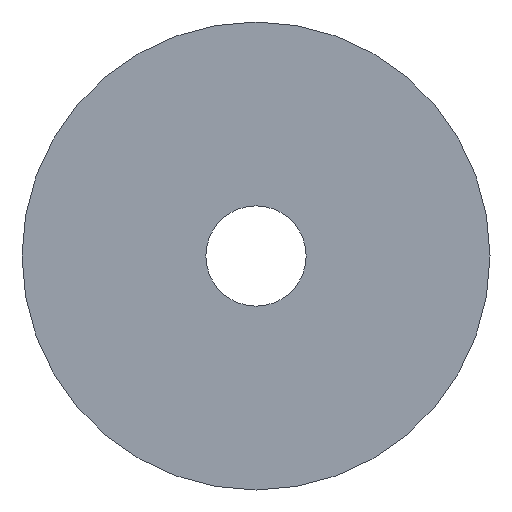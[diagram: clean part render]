
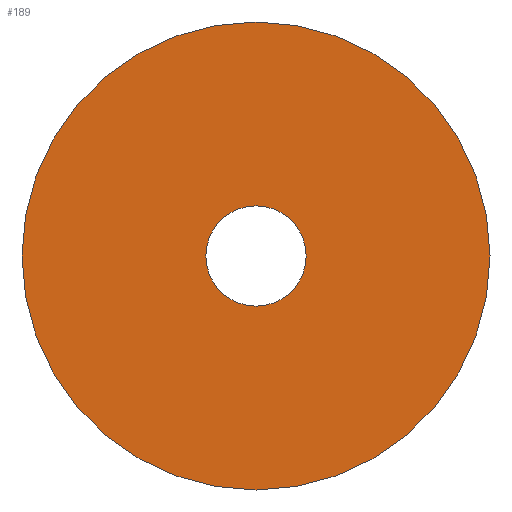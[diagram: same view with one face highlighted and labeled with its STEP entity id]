
A CAD part, front view. The second image highlights one B-rep face of the part: STEP entity #189.
In plain terms, the highlighted planar face has unit normal (0, -1, 0).
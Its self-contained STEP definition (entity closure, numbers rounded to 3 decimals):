
#8 = EDGE_CURVE ( 'NONE', #307, #180, #51, .T. ) ;
#39 = AXIS2_PLACEMENT_3D ( 'NONE', #278, #352, #275 ) ;
#44 = DIRECTION ( 'NONE',  ( 0., -1., 0. ) ) ;
#49 = DIRECTION ( 'NONE',  ( 0., 1., 0. ) ) ;
#51 = CIRCLE ( 'NONE', #325, 7. ) ;
#53 = DIRECTION ( 'NONE',  ( 0., 0., -1. ) ) ;
#65 = CARTESIAN_POINT ( 'NONE',  ( 0., 0., 0. ) ) ;
#70 = EDGE_CURVE ( 'NONE', #180, #307, #380, .T. ) ;
#71 = ORIENTED_EDGE ( 'NONE', *, *, #305, .F. ) ;
#74 = CARTESIAN_POINT ( 'NONE',  ( 0., 0., 0. ) ) ;
#82 = DIRECTION ( 'NONE',  ( 0., 1., 0. ) ) ;
#112 = CARTESIAN_POINT ( 'NONE',  ( 0., 0., 7. ) ) ;
#129 = PLANE ( 'NONE',  #347 ) ;
#136 = CIRCLE ( 'NONE', #376, 1.5 ) ;
#153 = FACE_OUTER_BOUND ( 'NONE', #268, .T. ) ;
#163 = DIRECTION ( 'NONE',  ( 0., 1., 0. ) ) ;
#164 = VERTEX_POINT ( 'NONE', #254 ) ;
#172 = CIRCLE ( 'NONE', #39, 1.5 ) ;
#178 = AXIS2_PLACEMENT_3D ( 'NONE', #247, #82, #381 ) ;
#180 = VERTEX_POINT ( 'NONE', #112 ) ;
#189 = ADVANCED_FACE ( 'NONE', ( #314, #153 ), #129, .F. ) ;
#192 = EDGE_LOOP ( 'NONE', ( #276, #71 ) ) ;
#198 = DIRECTION ( 'NONE',  ( 0., 0., 1. ) ) ;
#224 = CARTESIAN_POINT ( 'NONE',  ( 0., 0., 0. ) ) ;
#247 = CARTESIAN_POINT ( 'NONE',  ( 0., 0., 0. ) ) ;
#254 = CARTESIAN_POINT ( 'NONE',  ( 0., 0., 1.5 ) ) ;
#268 = EDGE_LOOP ( 'NONE', ( #379, #366 ) ) ;
#273 = CARTESIAN_POINT ( 'NONE',  ( 0., 0., -1.5 ) ) ;
#275 = DIRECTION ( 'NONE',  ( 0., 0., -1. ) ) ;
#276 = ORIENTED_EDGE ( 'NONE', *, *, #398, .F. ) ;
#278 = CARTESIAN_POINT ( 'NONE',  ( 0., 0., 0. ) ) ;
#286 = DIRECTION ( 'NONE',  ( 0., 0., 1. ) ) ;
#298 = CARTESIAN_POINT ( 'NONE',  ( 0., 0., -7. ) ) ;
#305 = EDGE_CURVE ( 'NONE', #164, #385, #172, .T. ) ;
#307 = VERTEX_POINT ( 'NONE', #298 ) ;
#314 = FACE_BOUND ( 'NONE', #192, .T. ) ;
#325 = AXIS2_PLACEMENT_3D ( 'NONE', #224, #49, #286 ) ;
#347 = AXIS2_PLACEMENT_3D ( 'NONE', #65, #163, #198 ) ;
#352 = DIRECTION ( 'NONE',  ( 0., -1., 0. ) ) ;
#366 = ORIENTED_EDGE ( 'NONE', *, *, #70, .F. ) ;
#376 = AXIS2_PLACEMENT_3D ( 'NONE', #74, #44, #53 ) ;
#379 = ORIENTED_EDGE ( 'NONE', *, *, #8, .F. ) ;
#380 = CIRCLE ( 'NONE', #178, 7. ) ;
#381 = DIRECTION ( 'NONE',  ( 0., 0., 1. ) ) ;
#385 = VERTEX_POINT ( 'NONE', #273 ) ;
#398 = EDGE_CURVE ( 'NONE', #385, #164, #136, .T. ) ;
